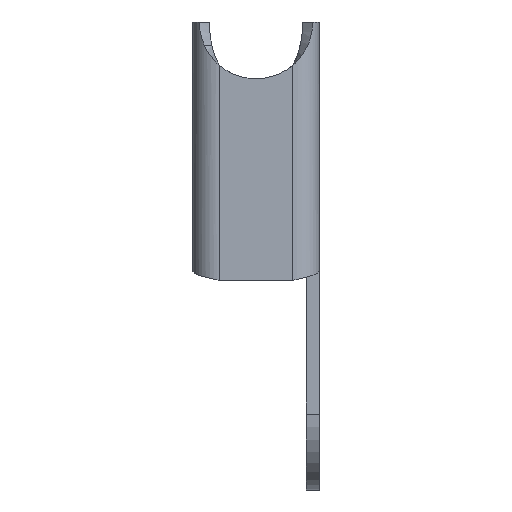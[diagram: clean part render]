
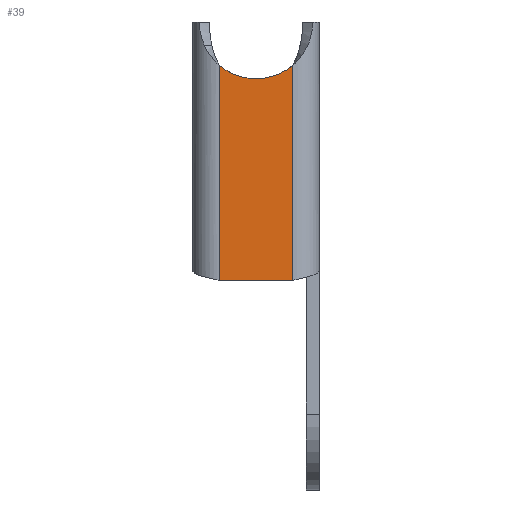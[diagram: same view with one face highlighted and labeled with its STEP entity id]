
A CAD part, left-side view. The second image highlights one B-rep face of the part: STEP entity #39.
In plain terms, the highlighted planar face has unit normal (-1, 0, 0).
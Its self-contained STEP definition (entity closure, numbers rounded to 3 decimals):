
#22 = CARTESIAN_POINT ( 'NONE',  ( -1.5, 7.646, 98.349 ) ) ;
#39 = ADVANCED_FACE ( 'NONE', ( #1483 ), #1958, .T. ) ;
#102 = VECTOR ( 'NONE', #2346, 1000. ) ;
#134 = ORIENTED_EDGE ( 'NONE', *, *, #1985, .F. ) ;
#150 = CARTESIAN_POINT ( 'NONE',  ( -1.5, 5.04, 99.87 ) ) ;
#160 = DIRECTION ( 'NONE',  ( 0., 0., 1. ) ) ;
#233 = CIRCLE ( 'NONE', #2017, 12.7 ) ;
#307 = VERTEX_POINT ( 'NONE', #2451 ) ;
#338 = CARTESIAN_POINT ( 'NONE',  ( -1.5, 18.381, 98.642 ) ) ;
#356 = LINE ( 'NONE', #368, #102 ) ;
#368 = CARTESIAN_POINT ( 'NONE',  ( -1.5, 4.5, 110. ) ) ;
#407 = DIRECTION ( 'NONE',  ( 0., 0., 1. ) ) ;
#408 = VERTEX_POINT ( 'NONE', #691 ) ;
#427 = DIRECTION ( 'NONE',  ( -1., 0., 0. ) ) ;
#459 = CARTESIAN_POINT ( 'NONE',  ( -1.5, 8.267, 98.094 ) ) ;
#528 = ORIENTED_EDGE ( 'NONE', *, *, #2022, .F. ) ;
#553 = CARTESIAN_POINT ( 'NONE',  ( -1.5, 8.585, 97.985 ) ) ;
#562 = CARTESIAN_POINT ( 'NONE',  ( -1.5, 20.638, 100.091 ) ) ;
#581 = EDGE_CURVE ( 'NONE', #307, #2627, #1620, .T. ) ;
#588 = CARTESIAN_POINT ( 'NONE',  ( -1.5, 20.9, 100.302 ) ) ;
#592 = CARTESIAN_POINT ( 'NONE',  ( -1.5, 0., 110. ) ) ;
#601 = VERTEX_POINT ( 'NONE', #2077 ) ;
#631 = EDGE_CURVE ( 'NONE', #2279, #408, #1046, .T. ) ;
#636 = DIRECTION ( 'NONE',  ( 0., 0., 1. ) ) ;
#691 = CARTESIAN_POINT ( 'NONE',  ( -1.5, 17.463, 98.227 ) ) ;
#712 = EDGE_CURVE ( 'NONE', #2355, #2506, #864, .T. ) ;
#799 = ORIENTED_EDGE ( 'NONE', *, *, #631, .F. ) ;
#808 = CARTESIAN_POINT ( 'NONE',  ( -1.5, 6.732, 98.776 ) ) ;
#831 = ORIENTED_EDGE ( 'NONE', *, *, #1451, .F. ) ;
#846 = CARTESIAN_POINT ( 'NONE',  ( -1.5, 7.646, 98.349 ) ) ;
#864 = CIRCLE ( 'NONE', #1320, 12.7 ) ;
#944 = CARTESIAN_POINT ( 'NONE',  ( -1.5, 17.774, 98.353 ) ) ;
#1006 = CARTESIAN_POINT ( 'NONE',  ( -1.5, 18.081, 98.491 ) ) ;
#1025 = ORIENTED_EDGE ( 'NONE', *, *, #2299, .F. ) ;
#1046 = B_SPLINE_CURVE_WITH_KNOTS ( 'NONE', 3,
 ( #338, #1006, #944, #1206 ),
 .UNSPECIFIED., .F., .F.,
 ( 4, 4 ),
 ( 0.176, 0.235 ),
 .UNSPECIFIED. ) ;
#1047 = CARTESIAN_POINT ( 'NONE',  ( -1.5, 18.682, 98.792 ) ) ;
#1066 = CARTESIAN_POINT ( 'NONE',  ( -1.5, 18.381, 98.642 ) ) ;
#1175 = CARTESIAN_POINT ( 'NONE',  ( -1.5, 20.9, 110. ) ) ;
#1206 = CARTESIAN_POINT ( 'NONE',  ( -1.5, 17.463, 98.227 ) ) ;
#1238 = DIRECTION ( 'NONE',  ( 0., 1., 0. ) ) ;
#1287 = B_SPLINE_CURVE_WITH_KNOTS ( 'NONE', 3,
 ( #2605, #459, #2632, #846 ),
 .UNSPECIFIED., .F., .F.,
 ( 4, 4 ),
 ( 0.765, 0.824 ),
 .UNSPECIFIED. ) ;
#1320 = AXIS2_PLACEMENT_3D ( 'NONE', #1485, #427, #160 ) ;
#1451 = EDGE_CURVE ( 'NONE', #307, #2279, #1657, .T. ) ;
#1454 = AXIS2_PLACEMENT_3D ( 'NONE', #592, #1714, #636 ) ;
#1462 = CARTESIAN_POINT ( 'NONE',  ( -1.5, 20.115, 99.669 ) ) ;
#1465 = CARTESIAN_POINT ( 'NONE',  ( -1.5, 12.7, 110. ) ) ;
#1483 = FACE_OUTER_BOUND ( 'NONE', #2390, .T. ) ;
#1485 = CARTESIAN_POINT ( 'NONE',  ( -1.5, 12.7, 110. ) ) ;
#1490 = CARTESIAN_POINT ( 'NONE',  ( -1.5, 18.381, 98.642 ) ) ;
#1532 = ORIENTED_EDGE ( 'NONE', *, *, #581, .T. ) ;
#1573 = EDGE_CURVE ( 'NONE', #2670, #2105, #1287, .T. ) ;
#1589 = ORIENTED_EDGE ( 'NONE', *, *, #1573, .F. ) ;
#1620 = LINE ( 'NONE', #1175, #2160 ) ;
#1655 = CARTESIAN_POINT ( 'NONE',  ( -1.5, 7.646, 98.349 ) ) ;
#1657 = B_SPLINE_CURVE_WITH_KNOTS ( 'NONE', 3,
 ( #588, #562, #1462, #2749, #1047, #1066 ),
 .UNSPECIFIED., .F., .F.,
 ( 4, 1, 1, 4 ),
 ( 0., 0.059, 0.118, 0.176 ),
 .UNSPECIFIED. ) ;
#1714 = DIRECTION ( 'NONE',  ( -1., 0., 0. ) ) ;
#1760 = EDGE_CURVE ( 'NONE', #408, #2670, #233, .T. ) ;
#1768 = CARTESIAN_POINT ( 'NONE',  ( -1.5, 4.5, 100.302 ) ) ;
#1884 = DIRECTION ( 'NONE',  ( 0., 0., -1. ) ) ;
#1952 = CARTESIAN_POINT ( 'NONE',  ( -1.5, 5.313, 99.674 ) ) ;
#1958 = PLANE ( 'NONE',  #1454 ) ;
#1985 = EDGE_CURVE ( 'NONE', #2506, #601, #356, .T. ) ;
#2017 = AXIS2_PLACEMENT_3D ( 'NONE', #1465, #2354, #407 ) ;
#2022 = EDGE_CURVE ( 'NONE', #601, #2627, #2549, .T. ) ;
#2064 = B_SPLINE_CURVE_WITH_KNOTS ( 'NONE', 3,
 ( #1655, #2586, #808, #2334, #1952, #2112 ),
 .UNSPECIFIED., .F., .F.,
 ( 4, 1, 1, 4 ),
 ( 0.824, 0.882, 0.941, 1. ),
 .UNSPECIFIED. ) ;
#2077 = CARTESIAN_POINT ( 'NONE',  ( -1.5, 4.5, 52.169 ) ) ;
#2100 = ORIENTED_EDGE ( 'NONE', *, *, #1760, .F. ) ;
#2105 = VERTEX_POINT ( 'NONE', #22 ) ;
#2112 = CARTESIAN_POINT ( 'NONE',  ( -1.5, 5.04, 99.87 ) ) ;
#2127 = CARTESIAN_POINT ( 'NONE',  ( -1.5, 12.7, 52.169 ) ) ;
#2160 = VECTOR ( 'NONE', #1884, 1000. ) ;
#2207 = VECTOR ( 'NONE', #1238, 1000. ) ;
#2279 = VERTEX_POINT ( 'NONE', #1490 ) ;
#2299 = EDGE_CURVE ( 'NONE', #2105, #2355, #2064, .T. ) ;
#2334 = CARTESIAN_POINT ( 'NONE',  ( -1.5, 5.858, 99.281 ) ) ;
#2344 = ORIENTED_EDGE ( 'NONE', *, *, #712, .F. ) ;
#2346 = DIRECTION ( 'NONE',  ( 0., 0., -1. ) ) ;
#2354 = DIRECTION ( 'NONE',  ( -1., 0., 0. ) ) ;
#2355 = VERTEX_POINT ( 'NONE', #150 ) ;
#2390 = EDGE_LOOP ( 'NONE', ( #134, #2344, #1025, #1589, #2100, #799, #831, #1532, #528 ) ) ;
#2451 = CARTESIAN_POINT ( 'NONE',  ( -1.5, 20.9, 100.302 ) ) ;
#2506 = VERTEX_POINT ( 'NONE', #1768 ) ;
#2549 = LINE ( 'NONE', #2127, #2207 ) ;
#2586 = CARTESIAN_POINT ( 'NONE',  ( -1.5, 7.337, 98.483 ) ) ;
#2605 = CARTESIAN_POINT ( 'NONE',  ( -1.5, 8.585, 97.985 ) ) ;
#2627 = VERTEX_POINT ( 'NONE', #2700 ) ;
#2632 = CARTESIAN_POINT ( 'NONE',  ( -1.5, 7.954, 98.215 ) ) ;
#2670 = VERTEX_POINT ( 'NONE', #553 ) ;
#2700 = CARTESIAN_POINT ( 'NONE',  ( -1.5, 20.9, 52.169 ) ) ;
#2749 = CARTESIAN_POINT ( 'NONE',  ( -1.5, 19.27, 99.117 ) ) ;
